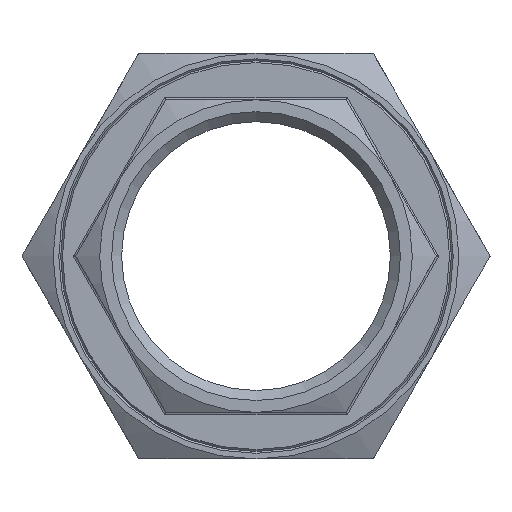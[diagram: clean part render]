
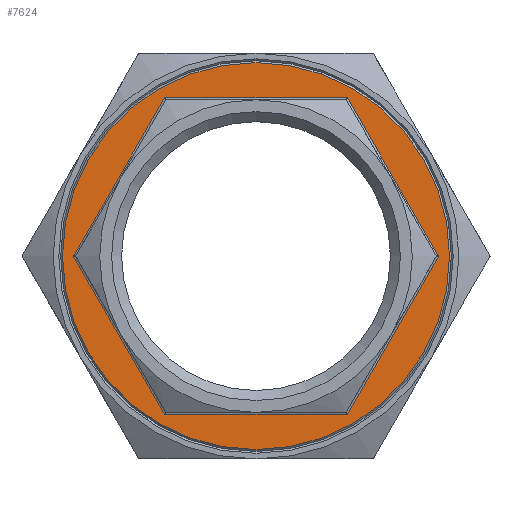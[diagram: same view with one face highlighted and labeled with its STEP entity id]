
A CAD part, left-side view. The second image highlights one B-rep face of the part: STEP entity #7624.
In plain terms, the highlighted planar face has unit normal (-1, 0, 0).
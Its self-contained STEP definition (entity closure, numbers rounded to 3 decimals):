
#1560 = EDGE_LOOP ( 'NONE', ( #6983 ) ) ;
#1602 = EDGE_LOOP ( 'NONE', ( #6966, #6945, #6988, #6970, #6902, #6982 ) ) ;
#2455 = VECTOR ( 'NONE', #6068, 1000. ) ;
#2457 = VECTOR ( 'NONE', #6087, 1000. ) ;
#4505 = CARTESIAN_POINT ( 'NONE',  ( -15., 24.537, -42.5 ) ) ;
#4513 = CARTESIAN_POINT ( 'NONE',  ( -15., 24.537, 42.5 ) ) ;
#4548 = CARTESIAN_POINT ( 'NONE',  ( -15., 49.075, 0. ) ) ;
#5827 = LINE ( 'NONE', #5862, #9242 ) ;
#5828 = CARTESIAN_POINT ( 'NONE',  ( -15., 0., 0. ) ) ;
#5836 = CARTESIAN_POINT ( 'NONE',  ( -15., -42.868, 10.75 ) ) ;
#5842 = DIRECTION ( 'NONE',  ( 0., 0.5, 0.866 ) ) ;
#5843 = DIRECTION ( 'NONE',  ( 0., 0., 1. ) ) ;
#5850 = DIRECTION ( 'NONE',  ( -1., 0., 0. ) ) ;
#5862 = CARTESIAN_POINT ( 'NONE',  ( -15., -12.124, 42.5 ) ) ;
#5865 = DIRECTION ( 'NONE',  ( 0., 1., 0. ) ) ;
#5917 = CARTESIAN_POINT ( 'NONE',  ( -15., 30.744, 31.75 ) ) ;
#5939 = DIRECTION ( 'NONE',  ( 0., 0.5, -0.866 ) ) ;
#5946 = LINE ( 'NONE', #5917, #9237 ) ;
#6053 = LINE ( 'NONE', #6084, #2455 ) ;
#6068 = DIRECTION ( 'NONE',  ( 0., -0.5, 0.866 ) ) ;
#6070 = LINE ( 'NONE', #6079, #2457 ) ;
#6079 = CARTESIAN_POINT ( 'NONE',  ( -15., 12.124, -42.5 ) ) ;
#6084 = CARTESIAN_POINT ( 'NONE',  ( -15., -30.744, -31.75 ) ) ;
#6087 = DIRECTION ( 'NONE',  ( 0., -1., 0. ) ) ;
#6293 = DIRECTION ( 'NONE',  ( 0., -0.5, -0.866 ) ) ;
#6302 = LINE ( 'NONE', #5836, #9217 ) ;
#6308 = CARTESIAN_POINT ( 'NONE',  ( -15., 42.868, -10.75 ) ) ;
#6313 = LINE ( 'NONE', #6308, #9216 ) ;
#6424 = VERTEX_POINT ( 'NONE', #12388 ) ;
#6437 = VERTEX_POINT ( 'NONE', #12378 ) ;
#6445 = VERTEX_POINT ( 'NONE', #12393 ) ;
#6482 = VERTEX_POINT ( 'NONE', #4505 ) ;
#6483 = VERTEX_POINT ( 'NONE', #4513 ) ;
#6485 = VERTEX_POINT ( 'NONE', #4548 ) ;
#6902 = ORIENTED_EDGE ( 'NONE', *, *, #7434, .F. ) ;
#6945 = ORIENTED_EDGE ( 'NONE', *, *, #7534, .F. ) ;
#6966 = ORIENTED_EDGE ( 'NONE', *, *, #7498, .F. ) ;
#6970 = ORIENTED_EDGE ( 'NONE', *, *, #7504, .F. ) ;
#6982 = ORIENTED_EDGE ( 'NONE', *, *, #7437, .F. ) ;
#6983 = ORIENTED_EDGE ( 'NONE', *, *, #7509, .T. ) ;
#6988 = ORIENTED_EDGE ( 'NONE', *, *, #7511, .F. ) ;
#7434 = EDGE_CURVE ( 'NONE', #6424, #6437, #6053, .T. ) ;
#7437 = EDGE_CURVE ( 'NONE', #6482, #6424, #6070, .T. ) ;
#7498 = EDGE_CURVE ( 'NONE', #6485, #6482, #6313, .T. ) ;
#7504 = EDGE_CURVE ( 'NONE', #6437, #6445, #6302, .T. ) ;
#7509 = EDGE_CURVE ( 'NONE', #12102, #12102, #9232, .T. ) ;
#7511 = EDGE_CURVE ( 'NONE', #6445, #6483, #5827, .T. ) ;
#7534 = EDGE_CURVE ( 'NONE', #6483, #6485, #5946, .T. ) ;
#7624 = ADVANCED_FACE ( 'NONE', ( #10019, #10040 ), #10089, .T. ) ;
#8225 = AXIS2_PLACEMENT_3D ( 'NONE', #10081, #10128, #10077 ) ;
#9216 = VECTOR ( 'NONE', #6293, 1000. ) ;
#9217 = VECTOR ( 'NONE', #5842, 1000. ) ;
#9232 = CIRCLE ( 'NONE', #9238, 52. ) ;
#9237 = VECTOR ( 'NONE', #5939, 1000. ) ;
#9238 = AXIS2_PLACEMENT_3D ( 'NONE', #5828, #5850, #5843 ) ;
#9242 = VECTOR ( 'NONE', #5865, 1000. ) ;
#10019 = FACE_OUTER_BOUND ( 'NONE', #1560, .T. ) ;
#10040 = FACE_BOUND ( 'NONE', #1602, .T. ) ;
#10077 = DIRECTION ( 'NONE',  ( 0., -1., 0. ) ) ;
#10081 = CARTESIAN_POINT ( 'NONE',  ( -15., 0., 0. ) ) ;
#10089 = PLANE ( 'NONE',  #8225 ) ;
#10128 = DIRECTION ( 'NONE',  ( -1., 0., 0. ) ) ;
#12091 = CARTESIAN_POINT ( 'NONE',  ( -15., 0., 52. ) ) ;
#12102 = VERTEX_POINT ( 'NONE', #12091 ) ;
#12378 = CARTESIAN_POINT ( 'NONE',  ( -15., -49.075, 0. ) ) ;
#12388 = CARTESIAN_POINT ( 'NONE',  ( -15., -24.537, -42.5 ) ) ;
#12393 = CARTESIAN_POINT ( 'NONE',  ( -15., -24.537, 42.5 ) ) ;
